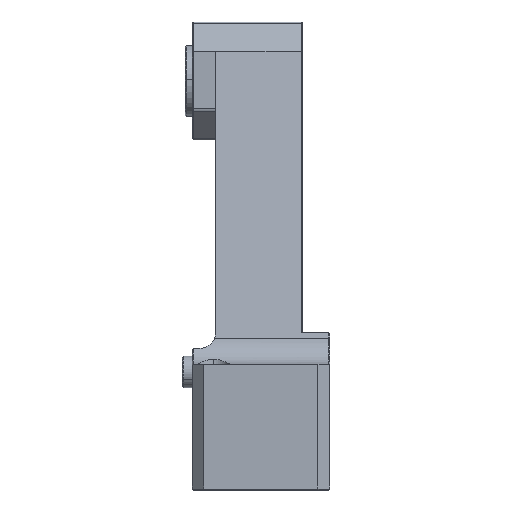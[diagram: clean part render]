
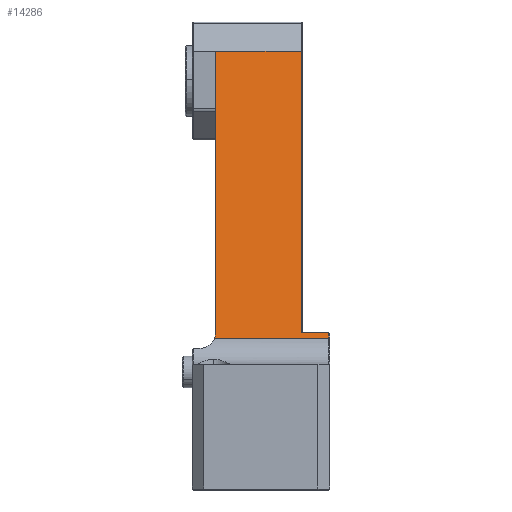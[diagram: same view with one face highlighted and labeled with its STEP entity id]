
A CAD part, left-side view. The second image highlights one B-rep face of the part: STEP entity #14286.
In plain terms, the highlighted planar face has unit normal (-0.985, 0, 0.174).
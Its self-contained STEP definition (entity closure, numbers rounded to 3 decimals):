
#127 = ORIENTED_EDGE ( 'NONE', *, *, #8293, .F. ) ;
#541 = VERTEX_POINT ( 'NONE', #25974 ) ;
#807 = DIRECTION ( 'NONE',  ( 0.174, 0., 0.985 ) ) ;
#931 = CARTESIAN_POINT ( 'NONE',  ( -27.691, 14., 39.525 ) ) ;
#968 = CARTESIAN_POINT ( 'NONE',  ( -15., 14., 111.5 ) ) ;
#990 = CARTESIAN_POINT ( 'NONE',  ( -27.607, -14.75, 40. ) ) ;
#1286 = ORIENTED_EDGE ( 'NONE', *, *, #23455, .T. ) ;
#1988 = CARTESIAN_POINT ( 'NONE',  ( -27.852, -14.75, 38.611 ) ) ;
#2328 = LINE ( 'NONE', #19213, #12310 ) ;
#2374 = EDGE_LOOP ( 'NONE', ( #127, #2711, #1286, #2815, #7711, #22112, #10904 ) ) ;
#2575 = CARTESIAN_POINT ( 'NONE',  ( -27.607, -7.75, 40. ) ) ;
#2711 = ORIENTED_EDGE ( 'NONE', *, *, #18882, .T. ) ;
#2815 = ORIENTED_EDGE ( 'NONE', *, *, #3568, .F. ) ;
#3568 = EDGE_CURVE ( 'NONE', #541, #23835, #2328, .T. ) ;
#4059 = VERTEX_POINT ( 'NONE', #4792 ) ;
#4792 = CARTESIAN_POINT ( 'NONE',  ( -27.607, -14.75, 40. ) ) ;
#6587 = EDGE_CURVE ( 'NONE', #21264, #18789, #24398, .T. ) ;
#7018 = LINE ( 'NONE', #14182, #12670 ) ;
#7065 = DIRECTION ( 'NONE',  ( 0.174, 0., 0.985 ) ) ;
#7711 = ORIENTED_EDGE ( 'NONE', *, *, #24387, .T. ) ;
#7816 =( BOUNDED_CURVE ( )  B_SPLINE_CURVE ( 3, ( #23516, #931, #19987, #17275 ),
 .UNSPECIFIED., .F., .T. ) 
 B_SPLINE_CURVE_WITH_KNOTS ( ( 4, 4 ),
 ( 1.571, 1.925 ),
 .UNSPECIFIED. ) 
 CURVE ( )  GEOMETRIC_REPRESENTATION_ITEM ( )  RATIONAL_B_SPLINE_CURVE ( ( 1., 0.99, 0.99, 1. ) ) 
 REPRESENTATION_ITEM ( '' )  );
#8042 = LINE ( 'NONE', #13381, #12992 ) ;
#8161 = FACE_OUTER_BOUND ( 'NONE', #2374, .T. ) ;
#8293 = EDGE_CURVE ( 'NONE', #23761, #4059, #10044, .T. ) ;
#8882 = VECTOR ( 'NONE', #25538, 1000. ) ;
#10044 = LINE ( 'NONE', #12408, #20599 ) ;
#10066 = VERTEX_POINT ( 'NONE', #11002 ) ;
#10568 = AXIS2_PLACEMENT_3D ( 'NONE', #15093, #25704, #807 ) ;
#10848 = CARTESIAN_POINT ( 'NONE',  ( -27.852, -24., 38.611 ) ) ;
#10904 = ORIENTED_EDGE ( 'NONE', *, *, #15734, .T. ) ;
#11002 = CARTESIAN_POINT ( 'NONE',  ( -15., -7.75, 111.5 ) ) ;
#12030 = DIRECTION ( 'NONE',  ( 0., 1., 0. ) ) ;
#12310 = VECTOR ( 'NONE', #16487, 1000. ) ;
#12408 = CARTESIAN_POINT ( 'NONE',  ( -27.607, -24., 40. ) ) ;
#12670 = VECTOR ( 'NONE', #12030, 1000. ) ;
#12992 = VECTOR ( 'NONE', #7065, 1000. ) ;
#13381 = CARTESIAN_POINT ( 'NONE',  ( -15., -7.75, 111.5 ) ) ;
#14182 = CARTESIAN_POINT ( 'NONE',  ( -15., -24., 111.5 ) ) ;
#14286 = ADVANCED_FACE ( 'NONE', ( #8161 ), #15718, .T. ) ;
#15093 = CARTESIAN_POINT ( 'NONE',  ( -15., -24., 111.5 ) ) ;
#15718 = PLANE ( 'NONE',  #10568 ) ;
#15734 = EDGE_CURVE ( 'NONE', #21264, #4059, #19699, .T. ) ;
#16487 = DIRECTION ( 'NONE',  ( 0.174, 0., 0.985 ) ) ;
#17275 = CARTESIAN_POINT ( 'NONE',  ( -27.852, 14.249, 38.611 ) ) ;
#18018 = DIRECTION ( 'NONE',  ( 0.174, 0., 0.985 ) ) ;
#18789 = VERTEX_POINT ( 'NONE', #25000 ) ;
#18882 = EDGE_CURVE ( 'NONE', #23761, #10066, #8042, .T. ) ;
#19213 = CARTESIAN_POINT ( 'NONE',  ( -15., 14., 111.5 ) ) ;
#19699 = LINE ( 'NONE', #990, #25339 ) ;
#19987 = CARTESIAN_POINT ( 'NONE',  ( -27.774, 14.084, 39.057 ) ) ;
#20599 = VECTOR ( 'NONE', #22930, 1000. ) ;
#21264 = VERTEX_POINT ( 'NONE', #1988 ) ;
#22112 = ORIENTED_EDGE ( 'NONE', *, *, #6587, .F. ) ;
#22930 = DIRECTION ( 'NONE',  ( 0., -1., 0. ) ) ;
#23455 = EDGE_CURVE ( 'NONE', #10066, #23835, #7018, .T. ) ;
#23516 = CARTESIAN_POINT ( 'NONE',  ( -27.607, 14., 40. ) ) ;
#23761 = VERTEX_POINT ( 'NONE', #2575 ) ;
#23835 = VERTEX_POINT ( 'NONE', #968 ) ;
#24387 = EDGE_CURVE ( 'NONE', #541, #18789, #7816, .T. ) ;
#24398 = LINE ( 'NONE', #10848, #8882 ) ;
#25000 = CARTESIAN_POINT ( 'NONE',  ( -27.852, 14.249, 38.611 ) ) ;
#25339 = VECTOR ( 'NONE', #18018, 1000. ) ;
#25538 = DIRECTION ( 'NONE',  ( 0., 1., 0. ) ) ;
#25704 = DIRECTION ( 'NONE',  ( -0.985, 0., 0.174 ) ) ;
#25974 = CARTESIAN_POINT ( 'NONE',  ( -27.607, 14., 40. ) ) ;
